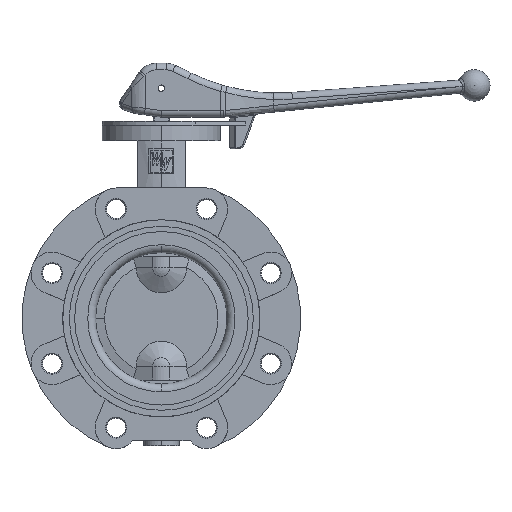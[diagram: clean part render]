
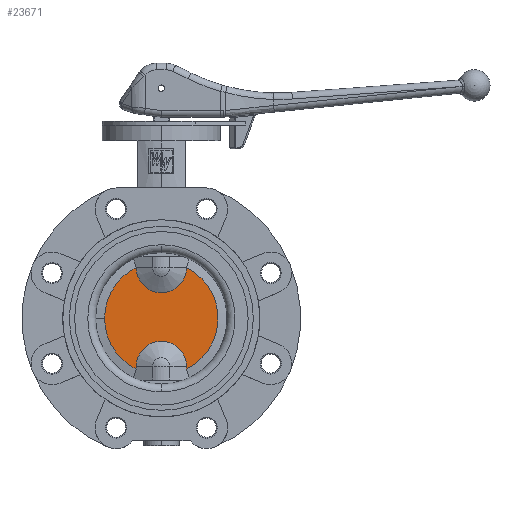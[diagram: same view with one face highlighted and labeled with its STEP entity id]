
A CAD part, top view. The second image highlights one B-rep face of the part: STEP entity #23671.
In plain terms, the highlighted planar face has unit normal (0, 0, 1).
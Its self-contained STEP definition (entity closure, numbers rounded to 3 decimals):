
#186 = EDGE_CURVE ( 'NONE', #8295, #9832, #19926, .T. ) ;
#223 = DIRECTION ( 'NONE',  ( 0., 0., 1. ) ) ;
#477 = ORIENTED_EDGE ( 'NONE', *, *, #8655, .F. ) ;
#643 = DIRECTION ( 'NONE',  ( 0., 1., 0. ) ) ;
#1022 = ORIENTED_EDGE ( 'NONE', *, *, #186, .T. ) ;
#1724 = DIRECTION ( 'NONE',  ( 1., 0., 0. ) ) ;
#1733 = CIRCLE ( 'NONE', #1799, 43.142 ) ;
#1799 = AXIS2_PLACEMENT_3D ( 'NONE', #2254, #223, #19044 ) ;
#1818 = DIRECTION ( 'NONE',  ( 0., 0., 1. ) ) ;
#1827 = DIRECTION ( 'NONE',  ( 0., 1., 0. ) ) ;
#2071 = DIRECTION ( 'NONE',  ( -1., 0., 0. ) ) ;
#2254 = CARTESIAN_POINT ( 'NONE',  ( 0., 0., 4. ) ) ;
#2868 = CIRCLE ( 'NONE', #7509, 19.072 ) ;
#2897 = AXIS2_PLACEMENT_3D ( 'NONE', #13577, #24305, #3315 ) ;
#3124 = CARTESIAN_POINT ( 'NONE',  ( -19.072, -36.5, 4. ) ) ;
#3199 = ORIENTED_EDGE ( 'NONE', *, *, #18426, .T. ) ;
#3279 = CARTESIAN_POINT ( 'NONE',  ( 19.072, 38.5, 4. ) ) ;
#3315 = DIRECTION ( 'NONE',  ( -1., 0., 0. ) ) ;
#3671 = CARTESIAN_POINT ( 'NONE',  ( 0., 0., 4. ) ) ;
#4078 = DIRECTION ( 'NONE',  ( 0., 0., 1. ) ) ;
#4772 = CARTESIAN_POINT ( 'NONE',  ( -19.072, 0., 4. ) ) ;
#5130 = PLANE ( 'NONE',  #2897 ) ;
#5704 = DIRECTION ( 'NONE',  ( 0., 0., 1. ) ) ;
#6037 = VECTOR ( 'NONE', #1827, 1000. ) ;
#7028 = EDGE_CURVE ( 'NONE', #26986, #13106, #13448, .T. ) ;
#7294 = DIRECTION ( 'NONE',  ( 0., 1., 0. ) ) ;
#7509 = AXIS2_PLACEMENT_3D ( 'NONE', #24449, #4078, #2071 ) ;
#7812 = CARTESIAN_POINT ( 'NONE',  ( -19.072, 38.5, 4. ) ) ;
#8127 = AXIS2_PLACEMENT_3D ( 'NONE', #18646, #5704, #20846 ) ;
#8295 = VERTEX_POINT ( 'NONE', #7812 ) ;
#8528 = DIRECTION ( 'NONE',  ( 0., 0., 1. ) ) ;
#8655 = EDGE_CURVE ( 'NONE', #25584, #26986, #14957, .T. ) ;
#8991 = VERTEX_POINT ( 'NONE', #3279 ) ;
#9131 = EDGE_CURVE ( 'NONE', #8295, #8991, #2868, .T. ) ;
#9563 = EDGE_LOOP ( 'NONE', ( #477, #14110, #23612, #23703, #1022, #18254, #3199, #11179, #17399 ) ) ;
#9832 = VERTEX_POINT ( 'NONE', #13040 ) ;
#9835 = VERTEX_POINT ( 'NONE', #19369 ) ;
#9959 = LINE ( 'NONE', #20725, #6037 ) ;
#10872 = CARTESIAN_POINT ( 'NONE',  ( 19.072, 38.698, 4. ) ) ;
#11128 = CARTESIAN_POINT ( 'NONE',  ( -19.072, 0., 4. ) ) ;
#11179 = ORIENTED_EDGE ( 'NONE', *, *, #16031, .T. ) ;
#11566 = AXIS2_PLACEMENT_3D ( 'NONE', #21072, #8528, #14833 ) ;
#11740 = CARTESIAN_POINT ( 'NONE',  ( 19.072, -36.5, 4. ) ) ;
#13040 = CARTESIAN_POINT ( 'NONE',  ( -19.072, 38.698, 4. ) ) ;
#13106 = VERTEX_POINT ( 'NONE', #3124 ) ;
#13448 = CIRCLE ( 'NONE', #8127, 19.072 ) ;
#13504 = CARTESIAN_POINT ( 'NONE',  ( 19.072, -38.698, 4. ) ) ;
#13577 = CARTESIAN_POINT ( 'NONE',  ( -43.142, 0., 4. ) ) ;
#14110 = ORIENTED_EDGE ( 'NONE', *, *, #19593, .T. ) ;
#14833 = DIRECTION ( 'NONE',  ( 1., 0., 0. ) ) ;
#14957 = LINE ( 'NONE', #19809, #17588 ) ;
#15296 = FACE_OUTER_BOUND ( 'NONE', #9563, .T. ) ;
#15854 = VERTEX_POINT ( 'NONE', #10872 ) ;
#16031 = EDGE_CURVE ( 'NONE', #9835, #13106, #16218, .T. ) ;
#16218 = LINE ( 'NONE', #11128, #26385 ) ;
#17399 = ORIENTED_EDGE ( 'NONE', *, *, #7028, .F. ) ;
#17588 = VECTOR ( 'NONE', #22000, 1000. ) ;
#18254 = ORIENTED_EDGE ( 'NONE', *, *, #22197, .T. ) ;
#18426 = EDGE_CURVE ( 'NONE', #21454, #9835, #24901, .T. ) ;
#18646 = CARTESIAN_POINT ( 'NONE',  ( 0., -36.5, 4. ) ) ;
#18918 = AXIS2_PLACEMENT_3D ( 'NONE', #3671, #1818, #1724 ) ;
#19044 = DIRECTION ( 'NONE',  ( 1., 0., 0. ) ) ;
#19282 = VECTOR ( 'NONE', #643, 1000. ) ;
#19369 = CARTESIAN_POINT ( 'NONE',  ( -19.072, -38.698, 4. ) ) ;
#19593 = EDGE_CURVE ( 'NONE', #25584, #15854, #19916, .T. ) ;
#19809 = CARTESIAN_POINT ( 'NONE',  ( 19.072, 0., 4. ) ) ;
#19916 = CIRCLE ( 'NONE', #11566, 43.142 ) ;
#19926 = LINE ( 'NONE', #4772, #19282 ) ;
#20725 = CARTESIAN_POINT ( 'NONE',  ( 19.072, 0., 4. ) ) ;
#20846 = DIRECTION ( 'NONE',  ( -1., 0., 0. ) ) ;
#21072 = CARTESIAN_POINT ( 'NONE',  ( 0., 0., 4. ) ) ;
#21454 = VERTEX_POINT ( 'NONE', #22391 ) ;
#21558 = EDGE_CURVE ( 'NONE', #8991, #15854, #9959, .T. ) ;
#22000 = DIRECTION ( 'NONE',  ( 0., 1., 0. ) ) ;
#22197 = EDGE_CURVE ( 'NONE', #9832, #21454, #1733, .T. ) ;
#22391 = CARTESIAN_POINT ( 'NONE',  ( -43.142, 0., 4. ) ) ;
#23612 = ORIENTED_EDGE ( 'NONE', *, *, #21558, .F. ) ;
#23671 = ADVANCED_FACE ( 'NONE', ( #15296 ), #5130, .F. ) ;
#23703 = ORIENTED_EDGE ( 'NONE', *, *, #9131, .F. ) ;
#24305 = DIRECTION ( 'NONE',  ( 0., 0., -1. ) ) ;
#24449 = CARTESIAN_POINT ( 'NONE',  ( 0., 38.5, 4. ) ) ;
#24901 = CIRCLE ( 'NONE', #18918, 43.142 ) ;
#25584 = VERTEX_POINT ( 'NONE', #13504 ) ;
#26385 = VECTOR ( 'NONE', #7294, 1000. ) ;
#26986 = VERTEX_POINT ( 'NONE', #11740 ) ;
